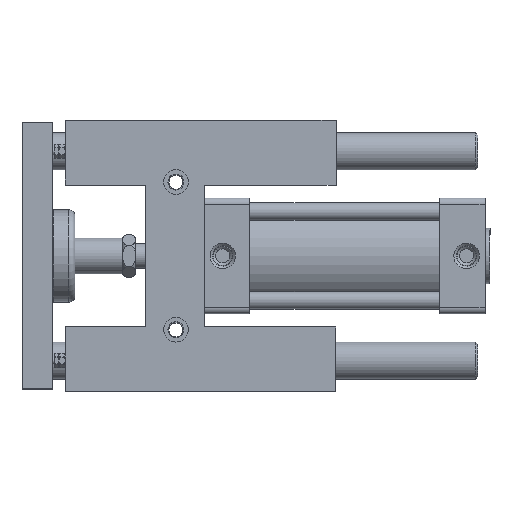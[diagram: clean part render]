
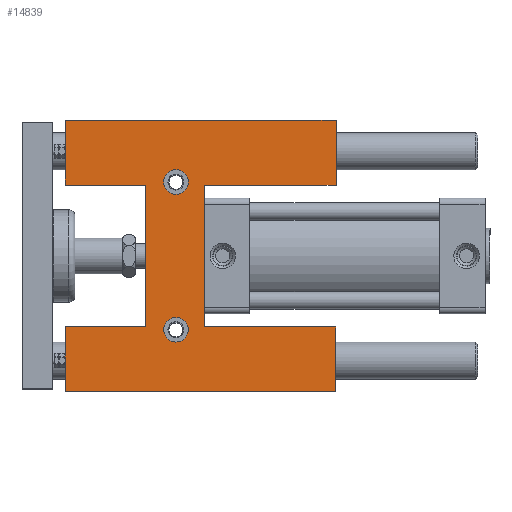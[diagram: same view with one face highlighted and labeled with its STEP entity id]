
A CAD part, top view. The second image highlights one B-rep face of the part: STEP entity #14839.
In plain terms, the highlighted planar face has unit normal (0, 0, 1).
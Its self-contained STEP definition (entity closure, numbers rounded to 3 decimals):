
#4272=CARTESIAN_POINT('',(254.75,-57.75,57.5));
#4273=VERTEX_POINT('Vertex152',#4272);
#4274=CARTESIAN_POINT('',(254.75,-110.,57.5));
#4275=VERTEX_POINT('Vertex151',#4274);
#4276=CARTESIAN_POINT('',(254.75,-83.875,57.5));
#4277=DIRECTION('',(0.,-1.,0.));
#4278=VECTOR('',#4277,1.);
#4279=LINE('nurbsCrv195',#4276,#4278);
#4280=EDGE_CURVE('Edge195',#4273,#4275,#4279,.T.);
#4332=CARTESIAN_POINT('',(35.,-110.,57.5));
#4333=VERTEX_POINT('Vertex181',#4332);
#4334=CARTESIAN_POINT('',(35.,-57.5,57.5));
#4335=VERTEX_POINT('Vertex180',#4334);
#4336=CARTESIAN_POINT('',(35.,-83.75,57.5));
#4337=DIRECTION('',(0.,1.,0.));
#4338=VECTOR('',#4337,1.);
#4339=LINE('nurbsCrv224',#4336,#4338);
#4340=EDGE_CURVE('Edge224',#4333,#4335,#4339,.T.);
#4600=CARTESIAN_POINT('',(255.,110.,57.5));
#4601=VERTEX_POINT('Vertex186',#4600);
#4602=CARTESIAN_POINT('',(255.,57.5,57.5));
#4603=VERTEX_POINT('Vertex185',#4602);
#4604=CARTESIAN_POINT('',(255.,83.75,57.5));
#4605=DIRECTION('',(0.,-1.,0.));
#4606=VECTOR('',#4605,1.);
#4607=LINE('nurbsCrv229',#4604,#4606);
#4608=EDGE_CURVE('Edge229',#4601,#4603,#4607,.T.);
#4660=CARTESIAN_POINT('',(35.,57.5,57.5));
#4661=VERTEX_POINT('Vertex215',#4660);
#4662=CARTESIAN_POINT('',(35.,110.,57.5));
#4663=VERTEX_POINT('Vertex214',#4662);
#4664=CARTESIAN_POINT('',(35.,83.75,57.5));
#4665=DIRECTION('',(0.,1.,0.));
#4666=VECTOR('',#4665,1.);
#4667=LINE('nurbsCrv258',#4664,#4666);
#4668=EDGE_CURVE('Edge258',#4661,#4663,#4667,.T.);
#14564=CARTESIAN_POINT('',(145.,110.,57.5));
#14565=DIRECTION('',(1.,0.,0.));
#14566=VECTOR('',#14565,1.);
#14567=LINE('nurbsCrv724',#14564,#14566);
#14568=EDGE_CURVE('Edge724',#4663,#4601,#14567,.T.);
#14597=CARTESIAN_POINT('',(144.875,-110.,57.5));
#14598=DIRECTION('',(-1.,0.,0.));
#14599=VECTOR('',#14598,1.);
#14600=LINE('nurbsCrv725',#14597,#14599);
#14601=EDGE_CURVE('Edge725',#4275,#4333,#14600,.T.);
#14633=CARTESIAN_POINT('',(115.,-60.,57.5));
#14634=VERTEX_POINT('Vertex524',#14633);
#14635=CARTESIAN_POINT('',(125.,-60.,57.5));
#14636=DIRECTION('',(0.,0.,-1.));
#14637=DIRECTION('',(-1.,0.,0.));
#14638=AXIS2_PLACEMENT_3D('',#14635,#14636,#14637);
#14639=CIRCLE('nurbsCrv726',#14638,10.);
#14640=EDGE_CURVE('Edge726',#14634,#14634,#14639,.T.);
#14653=CARTESIAN_POINT('',(115.,60.,57.5));
#14654=VERTEX_POINT('Vertex525',#14653);
#14655=CARTESIAN_POINT('',(125.,60.,57.5));
#14656=DIRECTION('',(0.,0.,-1.));
#14657=DIRECTION('',(-1.,0.,0.));
#14658=AXIS2_PLACEMENT_3D('',#14655,#14656,#14657);
#14659=CIRCLE('nurbsCrv727',#14658,10.);
#14660=EDGE_CURVE('Edge727',#14654,#14654,#14659,.T.);
#14670=CARTESIAN_POINT('',(148.,57.5,57.5));
#14671=VERTEX_POINT('Vertex526',#14670);
#14672=CARTESIAN_POINT('',(201.5,57.5,57.5));
#14673=DIRECTION('',(-1.,0.,0.));
#14674=VECTOR('',#14673,1.);
#14675=LINE('nurbsCrv728',#14672,#14674);
#14676=EDGE_CURVE('Edge728',#4603,#14671,#14675,.T.);
#14694=CARTESIAN_POINT('',(148.,-57.5,57.5));
#14695=VERTEX_POINT('Vertex527',#14694);
#14696=CARTESIAN_POINT('',(148.,0.,57.5));
#14697=DIRECTION('',(0.,-1.,0.));
#14698=VECTOR('',#14697,1.);
#14699=LINE('nurbsCrv730',#14696,#14698);
#14700=EDGE_CURVE('Edge730',#14671,#14695,#14699,.T.);
#14728=CARTESIAN_POINT('',(201.375,-57.625,57.5));
#14729=DIRECTION('',(1.,-0.002,0.));
#14730=VECTOR('',#14729,1.);
#14731=LINE('nurbsCrv732',#14728,#14730);
#14732=EDGE_CURVE('Edge732',#14695,#4273,#14731,.T.);
#14745=CARTESIAN_POINT('',(100.,-57.5,57.5));
#14746=VERTEX_POINT('Vertex528',#14745);
#14747=CARTESIAN_POINT('',(67.5,-57.5,57.5));
#14748=DIRECTION('',(1.,0.,0.));
#14749=VECTOR('',#14748,1.);
#14750=LINE('nurbsCrv733',#14747,#14749);
#14751=EDGE_CURVE('Edge733',#4335,#14746,#14750,.T.);
#14769=CARTESIAN_POINT('',(100.,57.5,57.5));
#14770=VERTEX_POINT('Vertex529',#14769);
#14771=CARTESIAN_POINT('',(100.,0.,57.5));
#14772=DIRECTION('',(0.,1.,0.));
#14773=VECTOR('',#14772,1.);
#14774=LINE('nurbsCrv735',#14771,#14773);
#14775=EDGE_CURVE('Edge735',#14746,#14770,#14774,.T.);
#14797=CARTESIAN_POINT('',(67.5,57.5,57.5));
#14798=DIRECTION('',(-1.,0.,0.));
#14799=VECTOR('',#14798,1.);
#14800=LINE('nurbsCrv737',#14797,#14799);
#14801=EDGE_CURVE('Edge737',#14770,#4661,#14800,.T.);
#14814=ORIENTED_EDGE('Edgeuse1460',*,*,#4608,.F.);
#14815=ORIENTED_EDGE('Edgeuse1461',*,*,#14568,.F.);
#14816=ORIENTED_EDGE('Edgeuse1462',*,*,#4668,.F.);
#14817=ORIENTED_EDGE('Edgeuse1463',*,*,#14801,.F.);
#14818=ORIENTED_EDGE('Edgeuse1464',*,*,#14775,.F.);
#14819=ORIENTED_EDGE('Edgeuse1465',*,*,#14751,.F.);
#14820=ORIENTED_EDGE('Edgeuse1466',*,*,#4340,.F.);
#14821=ORIENTED_EDGE('Edgeuse1467',*,*,#14601,.F.);
#14822=ORIENTED_EDGE('Edgeuse1468',*,*,#4280,.F.);
#14823=ORIENTED_EDGE('Edgeuse1469',*,*,#14732,.F.);
#14824=ORIENTED_EDGE('Edgeuse1470',*,*,#14700,.F.);
#14825=ORIENTED_EDGE('Edgeuse1471',*,*,#14676,.F.);
#14826=EDGE_LOOP('',(#14814,#14815,#14816,#14817,#14818,#14819,#14820,#14821,
#14822,#14823,#14824,#14825));
#14827=FACE_OUTER_BOUND('',#14826,.T.);
#14828=ORIENTED_EDGE('Edgeuse1458',*,*,#14640,.T.);
#14829=EDGE_LOOP('',(#14828));
#14830=FACE_BOUND('',#14829,.T.);
#14831=ORIENTED_EDGE('Edgeuse1459',*,*,#14660,.T.);
#14832=EDGE_LOOP('',(#14831));
#14833=FACE_BOUND('',#14832,.T.);
#14834=CARTESIAN_POINT('',(145.,0.,57.5));
#14835=DIRECTION('',(0.,0.,1.));
#14836=DIRECTION('',(-1.,0.,0.));
#14837=AXIS2_PLACEMENT_3D('',#14834,#14835,#14836);
#14838=PLANE('nurbsSrf313',#14837);
#14839=ADVANCED_FACE('Face313',(#14827,#14830,#14833),#14838,.T.);
